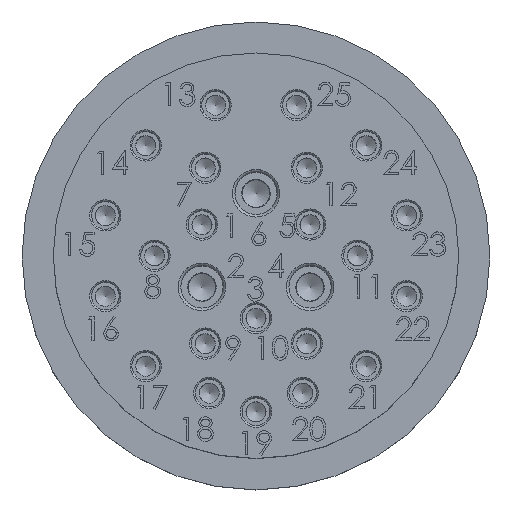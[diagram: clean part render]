
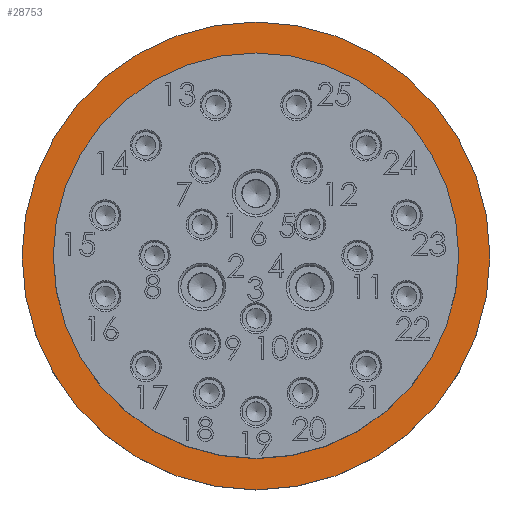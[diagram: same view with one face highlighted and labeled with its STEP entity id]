
A CAD part, top view. The second image highlights one B-rep face of the part: STEP entity #28753.
In plain terms, the highlighted planar face has unit normal (0, 0, 1).
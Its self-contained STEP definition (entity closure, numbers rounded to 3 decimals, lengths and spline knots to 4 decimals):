
#4477=PLANE($,#31159);
#6223=FACE_BOUND($,#9355,.T.);
#7068=FACE_OUTER_BOUND($,#9354,.T.);
#9354=EDGE_LOOP($,(#21036));
#9355=EDGE_LOOP($,(#21037));
#12068=CIRCLE($,#31130,0.9375);
#12069=CIRCLE($,#31132,0.8125);
#13536=VERTEX_POINT($,#43537);
#13537=VERTEX_POINT($,#43540);
#16482=EDGE_CURVE($,#13536,#13536,#12068,.T.);
#16483=EDGE_CURVE($,#13537,#13537,#12069,.T.);
#21036=ORIENTED_EDGE($,*,*,#16482,.T.);
#21037=ORIENTED_EDGE($,*,*,#16483,.F.);
#28753=ADVANCED_FACE($,(#7068,#6223),#4477,.F.);
#31130=AXIS2_PLACEMENT_3D($,#43538,#35012,#35013);
#31132=AXIS2_PLACEMENT_3D($,#43541,#35016,#35017);
#31159=AXIS2_PLACEMENT_3D($,#46903,#35283,#35284);
#35012=DIRECTION('center_axis',(0.,0.,1.));
#35013=DIRECTION('ref_axis',(1.,0.,0.));
#35016=DIRECTION('center_axis',(0.,0.,1.));
#35017=DIRECTION('ref_axis',(1.,0.,0.));
#35283=DIRECTION('center_axis',(0.,0.,-1.));
#35284=DIRECTION('ref_axis',(-1.,0.,0.));
#43537=CARTESIAN_POINT('',(0.9375,0.,0.5));
#43538=CARTESIAN_POINT('Origin',(0.,0.,0.5));
#43540=CARTESIAN_POINT('',(0.8125,0.,0.5));
#43541=CARTESIAN_POINT('Origin',(0.,0.,0.5));
#46903=CARTESIAN_POINT('Origin',(0.,0.8125,0.5));
